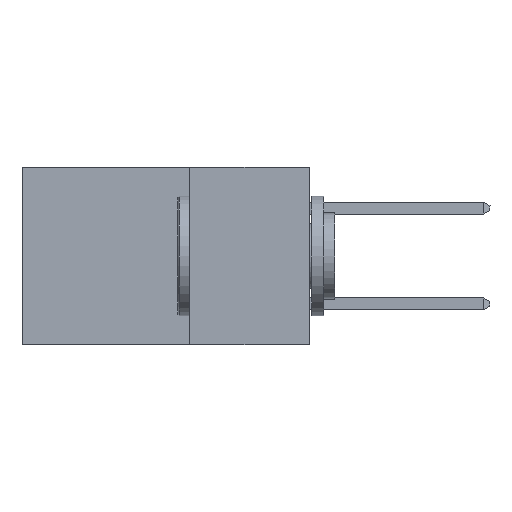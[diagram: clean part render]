
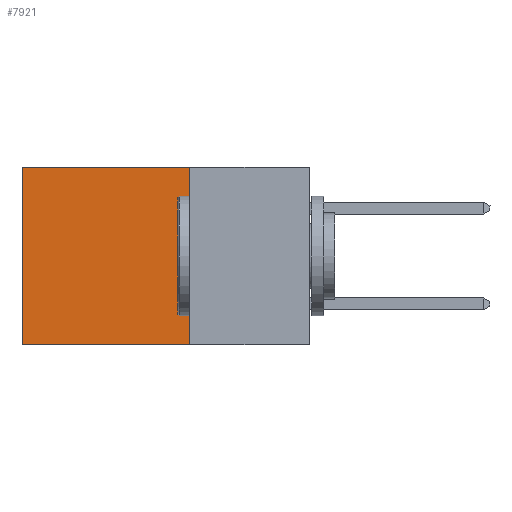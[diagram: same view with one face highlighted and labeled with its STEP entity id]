
A CAD part, left-side view. The second image highlights one B-rep face of the part: STEP entity #7921.
In plain terms, the highlighted planar face has unit normal (-1, 0, 0).
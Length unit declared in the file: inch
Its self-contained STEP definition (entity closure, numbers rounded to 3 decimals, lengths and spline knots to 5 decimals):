
#369 = ORIENTED_EDGE ( 'NONE', *, *, #2425, .F. ) ;
#467 = ORIENTED_EDGE ( 'NONE', *, *, #4775, .F. ) ;
#1139 = VECTOR ( 'NONE', #3658, 39.37008 ) ;
#1329 = DIRECTION ( 'NONE',  ( 0., 1., 0. ) ) ;
#1889 = CARTESIAN_POINT ( 'NONE',  ( 0.2875, 0.25, -0.37 ) ) ;
#2425 = EDGE_CURVE ( 'NONE', #6860, #5812, #5355, .T. ) ;
#2457 = CARTESIAN_POINT ( 'NONE',  ( 0.2875, 0.25, 0. ) ) ;
#2603 = EDGE_CURVE ( 'NONE', #10555, #8757, #3065, .T. ) ;
#2629 = LINE ( 'NONE', #2874, #14221 ) ;
#2784 = FACE_OUTER_BOUND ( 'NONE', #9326, .T. ) ;
#2874 = CARTESIAN_POINT ( 'NONE',  ( 0.2875, 0.6, 0. ) ) ;
#3065 = LINE ( 'NONE', #11541, #8897 ) ;
#3319 = ORIENTED_EDGE ( 'NONE', *, *, #2603, .T. ) ;
#3658 = DIRECTION ( 'NONE',  ( 0., 0., -1. ) ) ;
#3816 = CARTESIAN_POINT ( 'NONE',  ( 0.2875, 0.25, -0.37 ) ) ;
#4037 = PLANE ( 'NONE',  #8630 ) ;
#4259 = ORIENTED_EDGE ( 'NONE', *, *, #5613, .T. ) ;
#4775 = EDGE_CURVE ( 'NONE', #10555, #6860, #10438, .T. ) ;
#5284 = DIRECTION ( 'NONE',  ( 1., 0., 0. ) ) ;
#5305 = DIRECTION ( 'NONE',  ( 0., 0., -1. ) ) ;
#5355 = LINE ( 'NONE', #1889, #13803 ) ;
#5613 = EDGE_CURVE ( 'NONE', #8757, #5812, #2629, .T. ) ;
#5812 = VERTEX_POINT ( 'NONE', #13372 ) ;
#6678 = CARTESIAN_POINT ( 'NONE',  ( 0.2875, 0.25, 0. ) ) ;
#6721 = CARTESIAN_POINT ( 'NONE',  ( 0.2875, 0.6, 0. ) ) ;
#6860 = VERTEX_POINT ( 'NONE', #3816 ) ;
#7921 = ADVANCED_FACE ( 'NONE', ( #2784 ), #4037, .F. ) ;
#8630 = AXIS2_PLACEMENT_3D ( 'NONE', #11984, #5284, #13016 ) ;
#8757 = VERTEX_POINT ( 'NONE', #6721 ) ;
#8897 = VECTOR ( 'NONE', #11556, 39.37008 ) ;
#9326 = EDGE_LOOP ( 'NONE', ( #4259, #369, #467, #3319 ) ) ;
#10438 = LINE ( 'NONE', #2457, #1139 ) ;
#10555 = VERTEX_POINT ( 'NONE', #6678 ) ;
#11541 = CARTESIAN_POINT ( 'NONE',  ( 0.2875, 0.25, 0. ) ) ;
#11556 = DIRECTION ( 'NONE',  ( 0., 1., 0. ) ) ;
#11984 = CARTESIAN_POINT ( 'NONE',  ( 0.2875, 0.25, 0. ) ) ;
#13016 = DIRECTION ( 'NONE',  ( 0., 0., -1. ) ) ;
#13372 = CARTESIAN_POINT ( 'NONE',  ( 0.2875, 0.6, -0.37 ) ) ;
#13803 = VECTOR ( 'NONE', #1329, 39.37008 ) ;
#14221 = VECTOR ( 'NONE', #5305, 39.37008 ) ;
